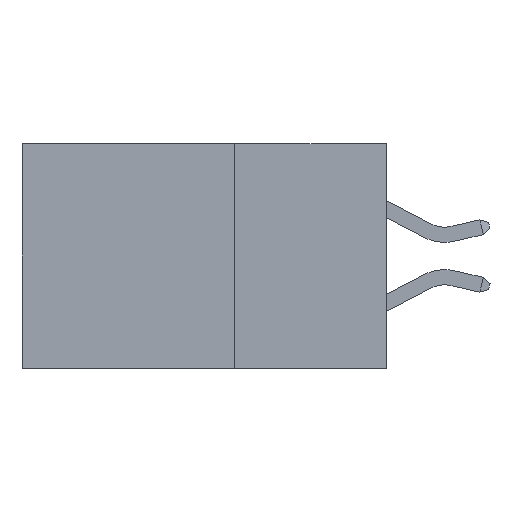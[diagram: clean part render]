
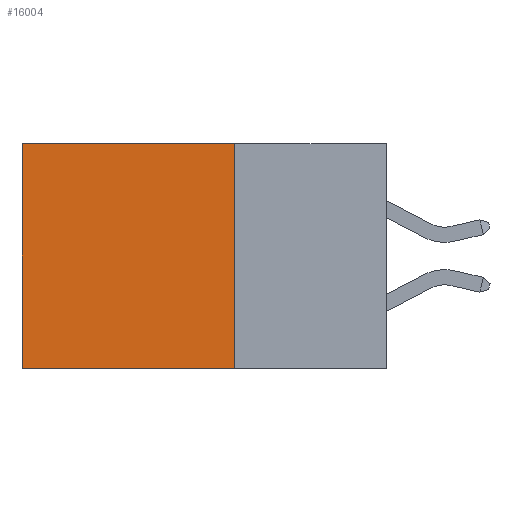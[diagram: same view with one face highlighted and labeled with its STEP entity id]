
A CAD part, left-side view. The second image highlights one B-rep face of the part: STEP entity #16004.
In plain terms, the highlighted planar face has unit normal (-1, 0, 0).
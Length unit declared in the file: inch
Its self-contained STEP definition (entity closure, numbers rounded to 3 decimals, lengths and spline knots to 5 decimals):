
#780 = ORIENTED_EDGE ( 'NONE', *, *, #25701, .F. ) ;
#1164 = CARTESIAN_POINT ( 'NONE',  ( 0.298, 0.25, 0. ) ) ;
#1773 = CARTESIAN_POINT ( 'NONE',  ( 0.298, 0.25, 0. ) ) ;
#3817 = DIRECTION ( 'NONE',  ( 1., 0., 0. ) ) ;
#3906 = PLANE ( 'NONE',  #12664 ) ;
#7870 = VECTOR ( 'NONE', #18258, 39.37008 ) ;
#8590 = CARTESIAN_POINT ( 'NONE',  ( 0.298, 0.25, -0.37 ) ) ;
#9339 = LINE ( 'NONE', #23151, #19499 ) ;
#9763 = CARTESIAN_POINT ( 'NONE',  ( 0.298, 0.6, -0.37 ) ) ;
#9779 = LINE ( 'NONE', #15794, #7870 ) ;
#10240 = VECTOR ( 'NONE', #19925, 39.37008 ) ;
#11120 = ORIENTED_EDGE ( 'NONE', *, *, #21575, .F. ) ;
#11825 = DIRECTION ( 'NONE',  ( 0., 0., -1. ) ) ;
#12664 = AXIS2_PLACEMENT_3D ( 'NONE', #1773, #3817, #11825 ) ;
#12713 = EDGE_CURVE ( 'NONE', #17187, #14423, #9779, .T. ) ;
#13787 = ORIENTED_EDGE ( 'NONE', *, *, #12713, .T. ) ;
#14423 = VERTEX_POINT ( 'NONE', #9763 ) ;
#14545 = VERTEX_POINT ( 'NONE', #8590 ) ;
#14679 = CARTESIAN_POINT ( 'NONE',  ( 0.298, 0.6, 0. ) ) ;
#14996 = DIRECTION ( 'NONE',  ( 0., 0., -1. ) ) ;
#15794 = CARTESIAN_POINT ( 'NONE',  ( 0.298, 0.6, 0. ) ) ;
#16004 = ADVANCED_FACE ( 'NONE', ( #24684 ), #3906, .F. ) ;
#16880 = LINE ( 'NONE', #1164, #10240 ) ;
#17187 = VERTEX_POINT ( 'NONE', #14679 ) ;
#17205 = LINE ( 'NONE', #21088, #21020 ) ;
#18258 = DIRECTION ( 'NONE',  ( 0., 0., -1. ) ) ;
#19499 = VECTOR ( 'NONE', #14996, 39.37008 ) ;
#19822 = EDGE_LOOP ( 'NONE', ( #13787, #780, #11120, #21644 ) ) ;
#19925 = DIRECTION ( 'NONE',  ( 0., 1., 0. ) ) ;
#20737 = VERTEX_POINT ( 'NONE', #26217 ) ;
#21020 = VECTOR ( 'NONE', #24914, 39.37008 ) ;
#21088 = CARTESIAN_POINT ( 'NONE',  ( 0.298, 0.25, -0.37 ) ) ;
#21575 = EDGE_CURVE ( 'NONE', #20737, #14545, #9339, .T. ) ;
#21644 = ORIENTED_EDGE ( 'NONE', *, *, #23245, .T. ) ;
#23151 = CARTESIAN_POINT ( 'NONE',  ( 0.298, 0.25, 0. ) ) ;
#23245 = EDGE_CURVE ( 'NONE', #20737, #17187, #16880, .T. ) ;
#24684 = FACE_OUTER_BOUND ( 'NONE', #19822, .T. ) ;
#24914 = DIRECTION ( 'NONE',  ( 0., 1., 0. ) ) ;
#25701 = EDGE_CURVE ( 'NONE', #14545, #14423, #17205, .T. ) ;
#26217 = CARTESIAN_POINT ( 'NONE',  ( 0.298, 0.25, 0. ) ) ;
